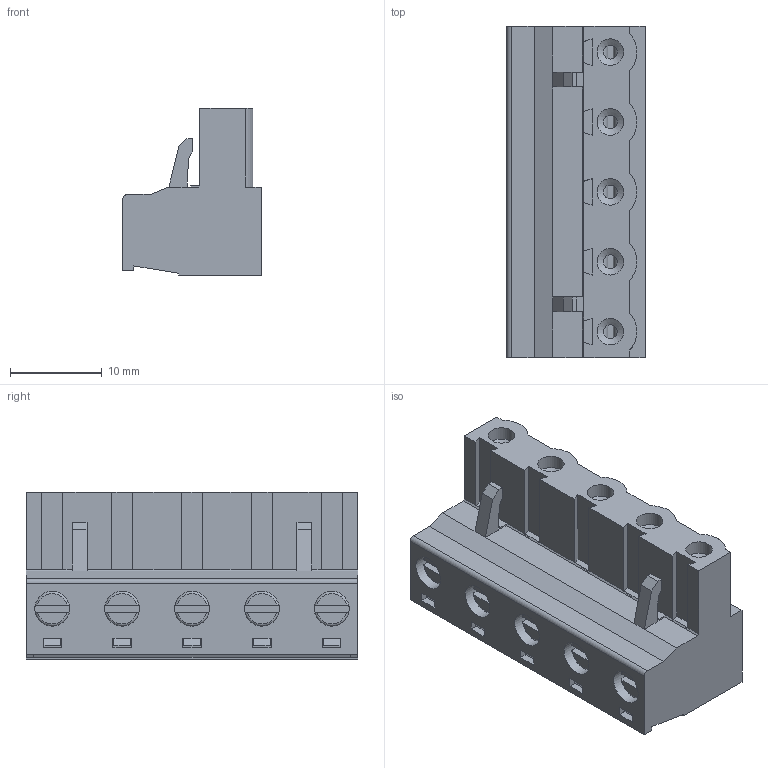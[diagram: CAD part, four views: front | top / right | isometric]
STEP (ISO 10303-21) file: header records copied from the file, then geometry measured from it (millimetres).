
FILE_DESCRIPTION( ( 'Unknown' ), '1' );
FILE_NAME( '691351400005.stp', 'Unknown', ( 'Unknown' ), ( 'Unknown' ), 'PSStep 18.0.17', 'Unknown', ' ' );
FILE_SCHEMA( ( 'AUTOMOTIVE_DESIGN { 1 0 10303 214 1 1 1 1 }' ) );
Length unit declared in the file: millimetre
Products named in the file (6): Assem1; cage; vis cage; Spring; 691351400005; 691351400005_front wall
Assembly tree (17 placements, depth 2):
  Assem1
    cage  x5
    vis cage  x5
    Spring  x5
    691351400005
    691351400005_front wall
Bounding box: 15.1 x 36.1 x 18.27 mm (x, y, z)
Volume: 4064 mm3; surface area: 9951.4 mm2
Topology: 17 solids, 17 shells, 900 faces, 2349 edges, 1513 vertices
Faces by surface type: plane 684, cylinder 181, cone 15, torus 15, sphere 5
Full cylindrical faces by diameter (mm): 1 x5, 1.5 x5, 2.2 x5, 2.459 x5, 2.6 x5, 2.9 x10, 3.8 x10
Entity records: 23478 total; most frequent: CARTESIAN_POINT 3277, ORIENTED_EDGE 3156, DIRECTION 2984, EDGE_CURVE 1578, LINE 1408, VECTOR 1408, VERTEX_POINT 1057, AXIS2_PLACEMENT_3D 788
